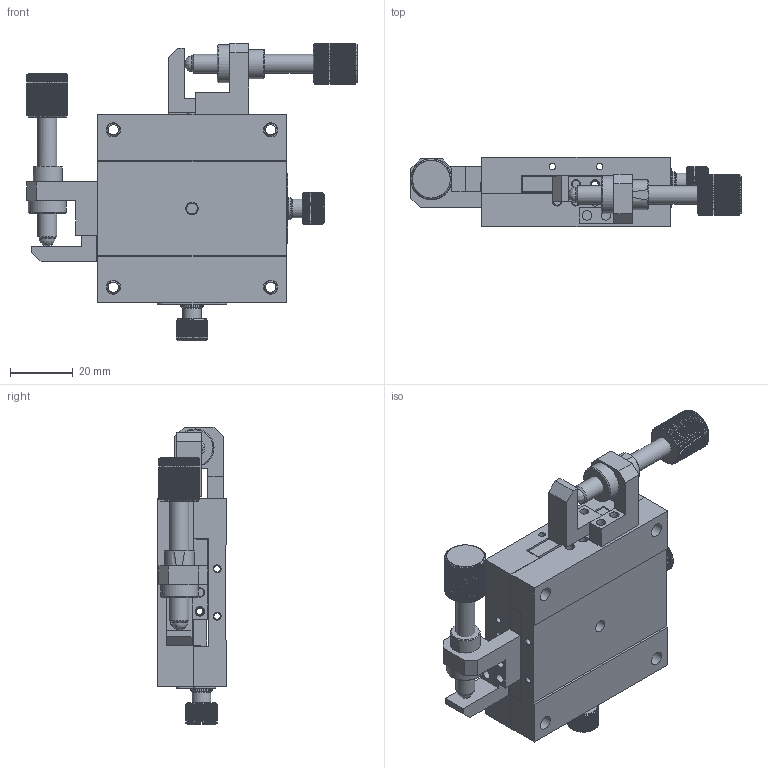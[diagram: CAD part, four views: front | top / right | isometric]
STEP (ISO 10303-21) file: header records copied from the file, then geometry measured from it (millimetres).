
FILE_DESCRIPTION (( 'STEP AP203' ), '1' );
FILE_NAME ('528926.STEP', '2024-11-12T09:15:17', ( 'Windows User' ), ( 'P R C' ), 'SwSTEP 2.0', 'SolidWorks 2020', '' );
FILE_SCHEMA (( 'CONFIG_CONTROL_DESIGN' ));
Length unit declared in the file: millimetre
Products named in the file (1): 528926
Bounding box: 105 x 22 x 94.5 mm (x, y, z)
Surface area: 38832.8 mm2 (no closed solid volume)
Topology: 0 solids, 20 shells, 1421 faces, 3682 edges, 2283 vertices
Faces by surface type: plane 717, cylinder 380, cone 322, bspline 2
Full cylindrical faces by diameter (mm): 2.05 x14, 2.459 x4, 2.5 x10, 2.8 x4, 3 x4, 3.242 x8, 4 x2, 4.5 x4, 6 x4, 7 x2, 9.5 x2, 12 x2
Entity records: 45712 total; most frequent: CARTESIAN_POINT 13295, ORIENTED_EDGE 6929, DIRECTION 6229, EDGE_CURVE 3564, AXIS2_PLACEMENT_3D 2505, VERTEX_POINT 2263, EDGE_LOOP 1602, FACE_OUTER_BOUND 1479
